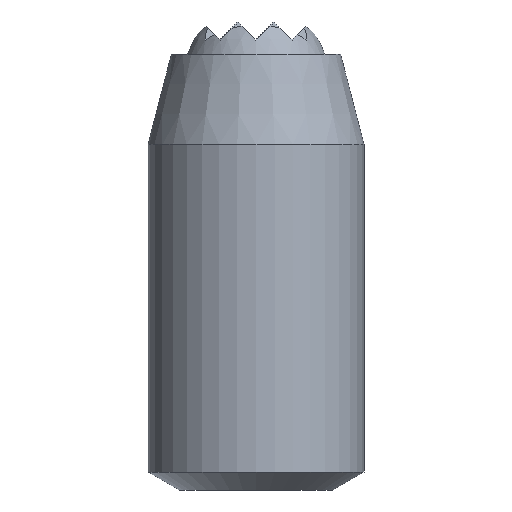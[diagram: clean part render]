
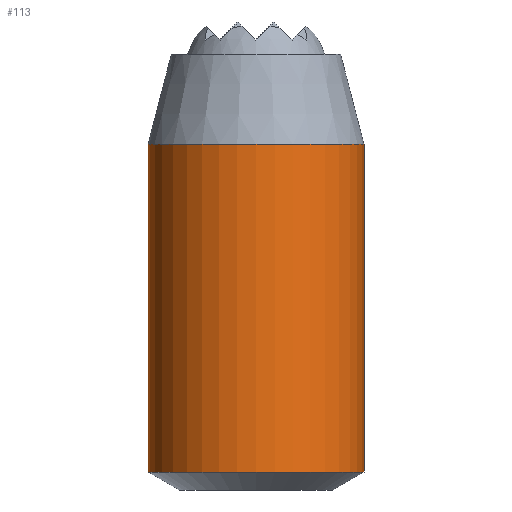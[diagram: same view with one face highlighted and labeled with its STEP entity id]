
A CAD part, front view. The second image highlights one B-rep face of the part: STEP entity #113.
In plain terms, the highlighted cylindrical face has radius 3 mm (diameter 6 mm), a full revolution.
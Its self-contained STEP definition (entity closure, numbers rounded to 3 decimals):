
#113 = ADVANCED_FACE( '', ( #275, #276 ), #277, .T. );
#275 = FACE_OUTER_BOUND( '', #490, .T. );
#276 = FACE_OUTER_BOUND( '', #491, .T. );
#277 = CYLINDRICAL_SURFACE( '', #492, 3. );
#490 = EDGE_LOOP( '', ( #749 ) );
#491 = EDGE_LOOP( '', ( #750 ) );
#492 = AXIS2_PLACEMENT_3D( '', #751, #752, #753 );
#749 = ORIENTED_EDGE( '', *, *, #1236, .T. );
#750 = ORIENTED_EDGE( '', *, *, #1237, .T. );
#751 = CARTESIAN_POINT( '', ( 0., 0., 12.1 ) );
#752 = DIRECTION( '', ( 0., 0., 1. ) );
#753 = DIRECTION( '', ( -1., 0., 0. ) );
#1236 = EDGE_CURVE( '', #1461, #1461, #1462, .T. );
#1237 = EDGE_CURVE( '', #1463, #1463, #1464, .F. );
#1461 = VERTEX_POINT( '', #1752 );
#1462 = CIRCLE( '', #1753, 3. );
#1463 = VERTEX_POINT( '', #1754 );
#1464 = CIRCLE( '', #1755, 3. );
#1752 = CARTESIAN_POINT( '', ( 3., 0., 0.5 ) );
#1753 = AXIS2_PLACEMENT_3D( '', #2041, #2042, #2043 );
#1754 = CARTESIAN_POINT( '', ( 3., 0., 9.6 ) );
#1755 = AXIS2_PLACEMENT_3D( '', #2044, #2045, #2046 );
#2041 = CARTESIAN_POINT( '', ( 0., 0., 0.5 ) );
#2042 = DIRECTION( '', ( 0., 0., 1. ) );
#2043 = DIRECTION( '', ( 1., 0., 0. ) );
#2044 = CARTESIAN_POINT( '', ( 0., 0., 9.6 ) );
#2045 = DIRECTION( '', ( 0., 0., 1. ) );
#2046 = DIRECTION( '', ( 1., 0., 0. ) );
